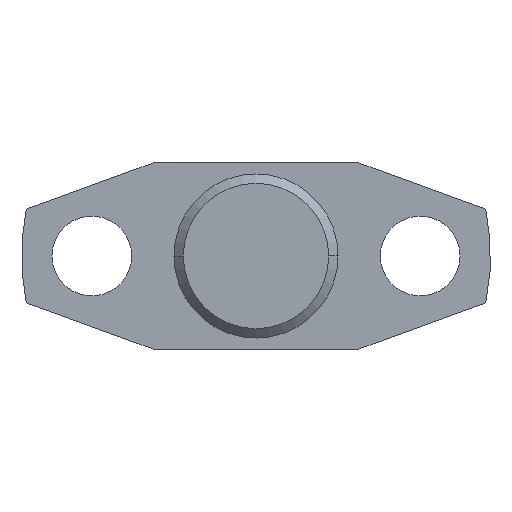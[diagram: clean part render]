
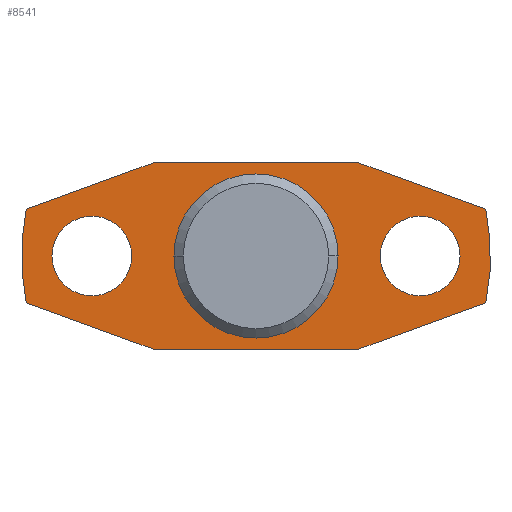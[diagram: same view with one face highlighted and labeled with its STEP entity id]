
A CAD part, front view. The second image highlights one B-rep face of the part: STEP entity #8541.
In plain terms, the highlighted planar face has unit normal (0, -1, 0).
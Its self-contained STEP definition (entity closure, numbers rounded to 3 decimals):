
#177 = AXIS2_PLACEMENT_3D ( 'NONE', #1589, #703, #9059 ) ;
#237 = CARTESIAN_POINT ( 'NONE',  ( 1.75, 0., 0. ) ) ;
#282 = CARTESIAN_POINT ( 'NONE',  ( -2.152, 0., 2. ) ) ;
#297 = VERTEX_POINT ( 'NONE', #1649 ) ;
#360 = AXIS2_PLACEMENT_3D ( 'NONE', #5484, #7097, #2920 ) ;
#531 = VERTEX_POINT ( 'NONE', #1715 ) ;
#568 = DIRECTION ( 'NONE',  ( 0., 0., 1. ) ) ;
#572 = LINE ( 'NONE', #10532, #6891 ) ;
#614 = AXIS2_PLACEMENT_3D ( 'NONE', #5407, #5271, #8693 ) ;
#662 = ORIENTED_EDGE ( 'NONE', *, *, #5120, .F. ) ;
#703 = DIRECTION ( 'NONE',  ( 0., 1., 0. ) ) ;
#1013 = DIRECTION ( 'NONE',  ( 0., 1., 0. ) ) ;
#1037 = DIRECTION ( 'NONE',  ( -0.94, 0., -0.342 ) ) ;
#1198 = AXIS2_PLACEMENT_3D ( 'NONE', #8053, #8813, #568 ) ;
#1209 = VERTEX_POINT ( 'NONE', #2795 ) ;
#1305 = LINE ( 'NONE', #5137, #3611 ) ;
#1406 = VECTOR ( 'NONE', #8164, 1000. ) ;
#1462 = AXIS2_PLACEMENT_3D ( 'NONE', #3107, #5720, #1500 ) ;
#1481 = CARTESIAN_POINT ( 'NONE',  ( 3.5, 0., 0.85 ) ) ;
#1500 = DIRECTION ( 'NONE',  ( -1., 0., 0. ) ) ;
#1553 = FACE_BOUND ( 'NONE', #7696, .T. ) ;
#1564 = CIRCLE ( 'NONE', #614, 0.85 ) ;
#1589 = CARTESIAN_POINT ( 'NONE',  ( 0., 0., 0. ) ) ;
#1649 = CARTESIAN_POINT ( 'NONE',  ( -3.5, 0., -0.85 ) ) ;
#1686 = VECTOR ( 'NONE', #6323, 1000. ) ;
#1715 = CARTESIAN_POINT ( 'NONE',  ( -2.152, 0., -2. ) ) ;
#1861 = VERTEX_POINT ( 'NONE', #10165 ) ;
#1982 = EDGE_LOOP ( 'NONE', ( #2161, #7610, #2038, #4786, #6080, #6841, #7553, #7501 ) ) ;
#2038 = ORIENTED_EDGE ( 'NONE', *, *, #9783, .F. ) ;
#2057 = LINE ( 'NONE', #8671, #1686 ) ;
#2128 = AXIS2_PLACEMENT_3D ( 'NONE', #3710, #3783, #9588 ) ;
#2161 = ORIENTED_EDGE ( 'NONE', *, *, #9065, .F. ) ;
#2618 = CIRCLE ( 'NONE', #5134, 0.85 ) ;
#2657 = EDGE_CURVE ( 'Defeature ausgef�hrt5_25+Defeature ausgef�hrt5_30+Defeature ausgef�hrt5_24+Defeature ausgef�hrt5_26', #1861, #6307, #10256, .T. ) ;
#2795 = CARTESIAN_POINT ( 'NONE',  ( 3.5, 0., -0.85 ) ) ;
#2874 = VERTEX_POINT ( 'NONE', #7180 ) ;
#2919 = DIRECTION ( 'NONE',  ( 1., 0., 0. ) ) ;
#2920 = DIRECTION ( 'NONE',  ( 0., 0., 1. ) ) ;
#3010 = CARTESIAN_POINT ( 'NONE',  ( 2.152, 0., -2. ) ) ;
#3020 = CARTESIAN_POINT ( 'NONE',  ( -3.5, 0., 0.85 ) ) ;
#3067 = EDGE_CURVE ( 'Defeature ausgef�hrt5_54+Defeature ausgef�hrt5_30+Defeature ausgef�hrt5_30+Defeature ausgef�hrt5_30', #297, #8385, #2618, .T. ) ;
#3084 = EDGE_CURVE ( 'Defeature ausgef�hrt5_30+Defeature ausgef�hrt5_1+Defeature ausgef�hrt5_1+Defeature ausgef�hrt5_1', #8967, #2874, #7779, .T. ) ;
#3107 = CARTESIAN_POINT ( 'NONE',  ( 0., 0., 0. ) ) ;
#3125 = ORIENTED_EDGE ( 'NONE', *, *, #3084, .T. ) ;
#3180 = VERTEX_POINT ( 'NONE', #1481 ) ;
#3246 = CARTESIAN_POINT ( 'NONE',  ( -2.152, 0., -2. ) ) ;
#3369 = VERTEX_POINT ( 'NONE', #6045 ) ;
#3611 = VECTOR ( 'NONE', #1037, 1000. ) ;
#3710 = CARTESIAN_POINT ( 'NONE',  ( 0., 0., 0. ) ) ;
#3783 = DIRECTION ( 'NONE',  ( 0., 1., 0. ) ) ;
#3863 = EDGE_CURVE ( 'Defeature ausgef�hrt5_30+Defeature ausgef�hrt5_1+Defeature ausgef�hrt5_1+Defeature ausgef�hrt5_1', #2874, #8967, #9890, .T. ) ;
#3943 = CARTESIAN_POINT ( 'NONE',  ( -3.5, 0., 0. ) ) ;
#4013 = CIRCLE ( 'NONE', #360, 0.85 ) ;
#4024 = CIRCLE ( 'NONE', #1198, 0.85 ) ;
#4270 = AXIS2_PLACEMENT_3D ( 'NONE', #10005, #1013, #5035 ) ;
#4523 = ORIENTED_EDGE ( 'NONE', *, *, #3067, .F. ) ;
#4770 = FACE_OUTER_BOUND ( 'NONE', #1982, .T. ) ;
#4786 = ORIENTED_EDGE ( 'NONE', *, *, #7923, .F. ) ;
#5035 = DIRECTION ( 'NONE',  ( 0., 0., 1. ) ) ;
#5120 = EDGE_CURVE ( 'Defeature ausgef�hrt5_54+Defeature ausgef�hrt5_30+Defeature ausgef�hrt5_30+Defeature ausgef�hrt5_30', #8385, #297, #4024, .T. ) ;
#5121 = EDGE_CURVE ( 'Defeature ausgef�hrt5_22+Defeature ausgef�hrt5_30+Defeature ausgef�hrt5_29+Defeature ausgef�hrt5_23', #6686, #10120, #572, .T. ) ;
#5126 = CARTESIAN_POINT ( 'NONE',  ( 4.899, 0., -1. ) ) ;
#5134 = AXIS2_PLACEMENT_3D ( 'NONE', #3943, #7272, #7234 ) ;
#5137 = CARTESIAN_POINT ( 'NONE',  ( 2.152, 0., -2. ) ) ;
#5271 = DIRECTION ( 'NONE',  ( 0., -1., 0. ) ) ;
#5308 = EDGE_LOOP ( 'NONE', ( #662, #4523 ) ) ;
#5407 = CARTESIAN_POINT ( 'NONE',  ( 3.5, 0., 0. ) ) ;
#5432 = CARTESIAN_POINT ( 'NONE',  ( 4.899, 0., 1. ) ) ;
#5484 = CARTESIAN_POINT ( 'NONE',  ( 3.5, 0., 0. ) ) ;
#5580 = AXIS2_PLACEMENT_3D ( 'NONE', #10734, #8188, #6449 ) ;
#5609 = DIRECTION ( 'NONE',  ( 0.94, 0., 0.342 ) ) ;
#5720 = DIRECTION ( 'NONE',  ( 0., 1., 0. ) ) ;
#5824 = LINE ( 'NONE', #6203, #8774 ) ;
#5940 = CIRCLE ( 'NONE', #4270, 5. ) ;
#6045 = CARTESIAN_POINT ( 'NONE',  ( 2.152, 0., 2. ) ) ;
#6080 = ORIENTED_EDGE ( 'NONE', *, *, #2657, .F. ) ;
#6201 = ORIENTED_EDGE ( 'NONE', *, *, #3863, .T. ) ;
#6203 = CARTESIAN_POINT ( 'NONE',  ( 2.152, 0., 2. ) ) ;
#6307 = VERTEX_POINT ( 'NONE', #5126 ) ;
#6323 = DIRECTION ( 'NONE',  ( -0.94, 0., 0.342 ) ) ;
#6407 = DIRECTION ( 'NONE',  ( 0.94, 0., -0.342 ) ) ;
#6449 = DIRECTION ( 'NONE',  ( 0., 0., 1. ) ) ;
#6456 = FACE_BOUND ( 'NONE', #5308, .T. ) ;
#6686 = VERTEX_POINT ( 'NONE', #10542 ) ;
#6790 = VERTEX_POINT ( 'NONE', #3010 ) ;
#6833 = EDGE_CURVE ( 'Defeature ausgef�hrt5_24+Defeature ausgef�hrt5_30+Defeature ausgef�hrt5_23+Defeature ausgef�hrt5_25', #3369, #1861, #6870, .T. ) ;
#6841 = ORIENTED_EDGE ( 'NONE', *, *, #6833, .F. ) ;
#6870 = LINE ( 'NONE', #5432, #10238 ) ;
#6891 = VECTOR ( 'NONE', #5609, 1000. ) ;
#7097 = DIRECTION ( 'NONE',  ( 0., -1., 0. ) ) ;
#7180 = CARTESIAN_POINT ( 'NONE',  ( -1.75, 0., 0. ) ) ;
#7234 = DIRECTION ( 'NONE',  ( 0., 0., 1. ) ) ;
#7272 = DIRECTION ( 'NONE',  ( 0., -1., 0. ) ) ;
#7336 = LINE ( 'NONE', #3246, #1406 ) ;
#7501 = ORIENTED_EDGE ( 'NONE', *, *, #5121, .F. ) ;
#7553 = ORIENTED_EDGE ( 'NONE', *, *, #8075, .F. ) ;
#7610 = ORIENTED_EDGE ( 'NONE', *, *, #9433, .F. ) ;
#7696 = EDGE_LOOP ( 'NONE', ( #6201, #3125 ) ) ;
#7779 = CIRCLE ( 'NONE', #177, 1.75 ) ;
#7923 = EDGE_CURVE ( 'Defeature ausgef�hrt5_26+Defeature ausgef�hrt5_30+Defeature ausgef�hrt5_25+Defeature ausgef�hrt5_27', #6307, #6790, #1305, .T. ) ;
#8053 = CARTESIAN_POINT ( 'NONE',  ( -3.5, 0., 0. ) ) ;
#8069 = ORIENTED_EDGE ( 'NONE', *, *, #10548, .F. ) ;
#8074 = EDGE_CURVE ( 'Defeature ausgef�hrt5_55+Defeature ausgef�hrt5_30+Defeature ausgef�hrt5_30+Defeature ausgef�hrt5_30', #3180, #1209, #1564, .T. ) ;
#8075 = EDGE_CURVE ( 'Defeature ausgef�hrt5_23+Defeature ausgef�hrt5_30+Defeature ausgef�hrt5_22+Defeature ausgef�hrt5_24', #10120, #3369, #5824, .T. ) ;
#8164 = DIRECTION ( 'NONE',  ( -1., 0., 0. ) ) ;
#8188 = DIRECTION ( 'NONE',  ( 0., -1., 0. ) ) ;
#8222 = PLANE ( 'NONE',  #5580 ) ;
#8281 = EDGE_LOOP ( 'NONE', ( #8556, #8069 ) ) ;
#8381 = VERTEX_POINT ( 'NONE', #10553 ) ;
#8385 = VERTEX_POINT ( 'NONE', #3020 ) ;
#8541 = ADVANCED_FACE ( 'Defeature ausgef�hrt5_30', ( #8905, #6456, #1553, #4770 ), #8222, .T. ) ;
#8556 = ORIENTED_EDGE ( 'NONE', *, *, #8074, .F. ) ;
#8671 = CARTESIAN_POINT ( 'NONE',  ( -4.899, 0., -1. ) ) ;
#8693 = DIRECTION ( 'NONE',  ( 0., 0., 1. ) ) ;
#8774 = VECTOR ( 'NONE', #2919, 1000. ) ;
#8813 = DIRECTION ( 'NONE',  ( 0., -1., 0. ) ) ;
#8905 = FACE_BOUND ( 'NONE', #8281, .T. ) ;
#8967 = VERTEX_POINT ( 'NONE', #237 ) ;
#9059 = DIRECTION ( 'NONE',  ( -1., 0., 0. ) ) ;
#9065 = EDGE_CURVE ( 'Defeature ausgef�hrt5_29+Defeature ausgef�hrt5_30+Defeature ausgef�hrt5_28+Defeature ausgef�hrt5_22', #8381, #6686, #5940, .T. ) ;
#9433 = EDGE_CURVE ( 'Defeature ausgef�hrt5_28+Defeature ausgef�hrt5_30+Defeature ausgef�hrt5_27+Defeature ausgef�hrt5_29', #531, #8381, #2057, .T. ) ;
#9588 = DIRECTION ( 'NONE',  ( 0., 0., -1. ) ) ;
#9783 = EDGE_CURVE ( 'Defeature ausgef�hrt5_27+Defeature ausgef�hrt5_30+Defeature ausgef�hrt5_26+Defeature ausgef�hrt5_28', #6790, #531, #7336, .T. ) ;
#9890 = CIRCLE ( 'NONE', #1462, 1.75 ) ;
#10005 = CARTESIAN_POINT ( 'NONE',  ( 0., 0., 0. ) ) ;
#10120 = VERTEX_POINT ( 'NONE', #282 ) ;
#10165 = CARTESIAN_POINT ( 'NONE',  ( 4.899, 0., 1. ) ) ;
#10238 = VECTOR ( 'NONE', #6407, 1000. ) ;
#10256 = CIRCLE ( 'NONE', #2128, 5. ) ;
#10532 = CARTESIAN_POINT ( 'NONE',  ( -2.152, 0., 2. ) ) ;
#10542 = CARTESIAN_POINT ( 'NONE',  ( -4.899, 0., 1. ) ) ;
#10548 = EDGE_CURVE ( 'Defeature ausgef�hrt5_55+Defeature ausgef�hrt5_30+Defeature ausgef�hrt5_30+Defeature ausgef�hrt5_30', #1209, #3180, #4013, .T. ) ;
#10553 = CARTESIAN_POINT ( 'NONE',  ( -4.899, 0., -1. ) ) ;
#10734 = CARTESIAN_POINT ( 'NONE',  ( 0., 0., 0. ) ) ;
